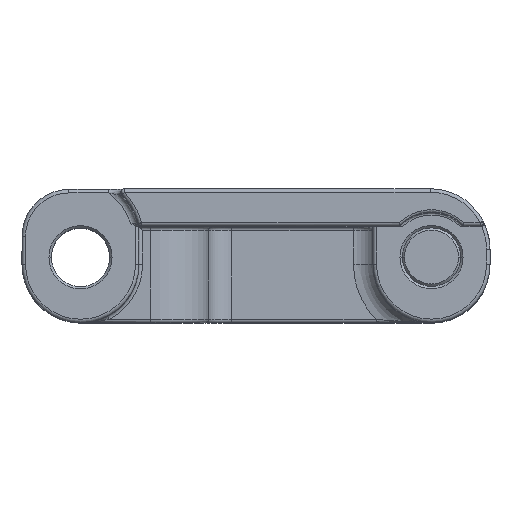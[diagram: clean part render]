
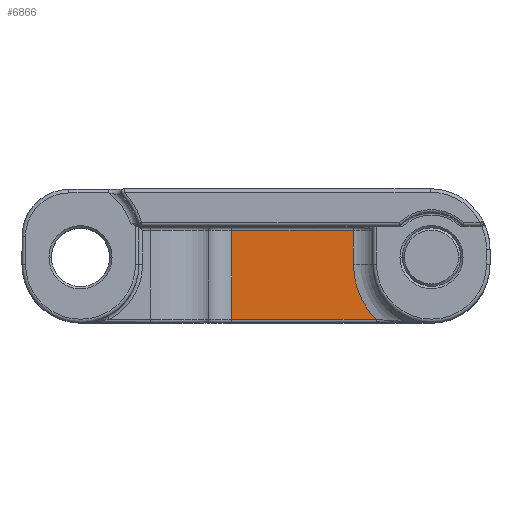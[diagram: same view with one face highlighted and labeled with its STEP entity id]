
A CAD part, top view. The second image highlights one B-rep face of the part: STEP entity #6866.
In plain terms, the highlighted planar face has unit normal (0, 0, 1).
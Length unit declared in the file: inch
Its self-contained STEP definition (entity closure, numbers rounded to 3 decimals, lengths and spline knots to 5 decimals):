
#301 = DIRECTION ( 'NONE',  ( 1., 0., 0. ) ) ;
#814 = EDGE_CURVE ( 'NONE', #3018, #2479, #1473, .T. ) ;
#908 = CARTESIAN_POINT ( 'NONE',  ( -0.10435, -0.285, 0.075 ) ) ;
#1060 = CARTESIAN_POINT ( 'NONE',  ( 0.41648, -0.035, 0.075 ) ) ;
#1460 = CARTESIAN_POINT ( 'NONE',  ( -0.10435, -0.27, 0.075 ) ) ;
#1473 = LINE ( 'NONE', #908, #4959 ) ;
#1583 = DIRECTION ( 'NONE',  ( -1., 0., 0. ) ) ;
#1773 = AXIS2_PLACEMENT_3D ( 'NONE', #6735, #2146, #1583 ) ;
#1852 = LINE ( 'NONE', #3557, #6598 ) ;
#1991 = DIRECTION ( 'NONE',  ( 0., 0., -1. ) ) ;
#2106 = DIRECTION ( 'NONE',  ( 0., 1., 0. ) ) ;
#2146 = DIRECTION ( 'NONE',  ( 0., 0., -1. ) ) ;
#2252 = CIRCLE ( 'NONE', #2619, 0.33352 ) ;
#2434 = ORIENTED_EDGE ( 'NONE', *, *, #5774, .T. ) ;
#2479 = VERTEX_POINT ( 'NONE', #1460 ) ;
#2562 = DIRECTION ( 'NONE',  ( -1., 0., 0. ) ) ;
#2619 = AXIS2_PLACEMENT_3D ( 'NONE', #3101, #1991, #2562 ) ;
#2637 = CARTESIAN_POINT ( 'NONE',  ( -0.2, -0.27, 0.075 ) ) ;
#2771 = CARTESIAN_POINT ( 'NONE',  ( 0.51334, -0.27, 0.075 ) ) ;
#3018 = VERTEX_POINT ( 'NONE', #6033 ) ;
#3057 = VECTOR ( 'NONE', #301, 39.37008 ) ;
#3101 = CARTESIAN_POINT ( 'NONE',  ( 0.75, -0.035, 0.075 ) ) ;
#3190 = ORIENTED_EDGE ( 'NONE', *, *, #814, .T. ) ;
#3557 = CARTESIAN_POINT ( 'NONE',  ( -0.2, 0.11, 0.075 ) ) ;
#3653 = EDGE_CURVE ( 'NONE', #2479, #4966, #4389, .T. ) ;
#3776 = EDGE_CURVE ( 'NONE', #3838, #5638, #7283, .T. ) ;
#3779 = DIRECTION ( 'NONE',  ( 0., -1., 0. ) ) ;
#3838 = VERTEX_POINT ( 'NONE', #1060 ) ;
#4283 = CARTESIAN_POINT ( 'NONE',  ( 0.41648, -0.285, 0.075 ) ) ;
#4389 = LINE ( 'NONE', #2637, #3057 ) ;
#4410 = EDGE_LOOP ( 'NONE', ( #3190, #4968, #5926, #5458, #2434 ) ) ;
#4959 = VECTOR ( 'NONE', #3779, 39.37008 ) ;
#4966 = VERTEX_POINT ( 'NONE', #2771 ) ;
#4968 = ORIENTED_EDGE ( 'NONE', *, *, #3653, .T. ) ;
#5032 = PLANE ( 'NONE',  #1773 ) ;
#5192 = DIRECTION ( 'NONE',  ( -1., 0., 0. ) ) ;
#5458 = ORIENTED_EDGE ( 'NONE', *, *, #3776, .T. ) ;
#5559 = CARTESIAN_POINT ( 'NONE',  ( 0.41648, 0.11, 0.075 ) ) ;
#5638 = VERTEX_POINT ( 'NONE', #5559 ) ;
#5774 = EDGE_CURVE ( 'NONE', #5638, #3018, #1852, .T. ) ;
#5926 = ORIENTED_EDGE ( 'NONE', *, *, #7058, .T. ) ;
#6033 = CARTESIAN_POINT ( 'NONE',  ( -0.10435, 0.11, 0.075 ) ) ;
#6598 = VECTOR ( 'NONE', #5192, 39.37008 ) ;
#6735 = CARTESIAN_POINT ( 'NONE',  ( -0.2, -0.285, 0.075 ) ) ;
#6768 = FACE_OUTER_BOUND ( 'NONE', #4410, .T. ) ;
#6794 = VECTOR ( 'NONE', #2106, 39.37008 ) ;
#6866 = ADVANCED_FACE ( 'NONE', ( #6768 ), #5032, .F. ) ;
#7058 = EDGE_CURVE ( 'NONE', #4966, #3838, #2252, .T. ) ;
#7283 = LINE ( 'NONE', #4283, #6794 ) ;
